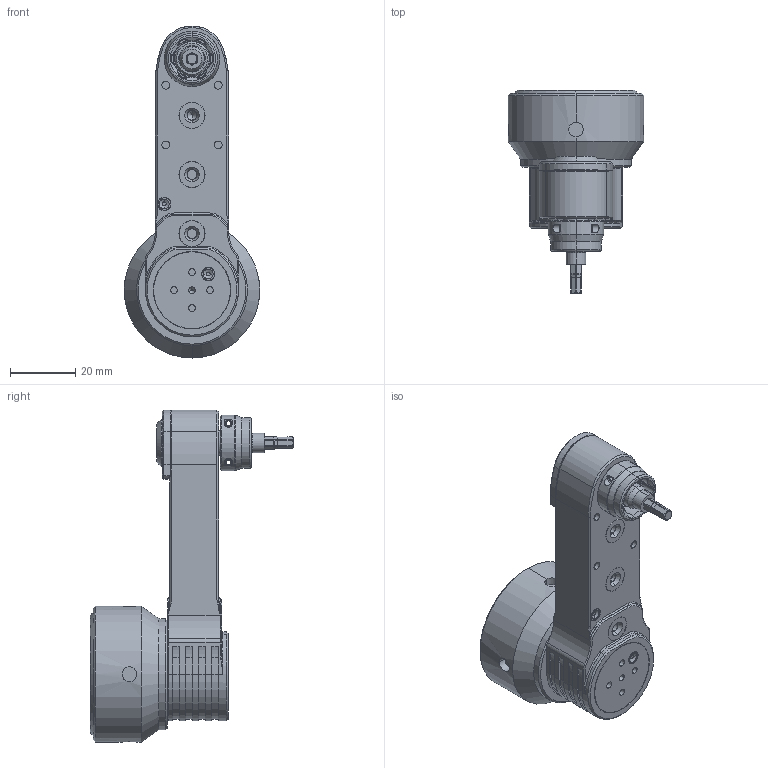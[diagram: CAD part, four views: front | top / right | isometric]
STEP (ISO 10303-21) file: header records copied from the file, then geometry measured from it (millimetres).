
FILE_DESCRIPTION((''),'2;1');
FILE_NAME('EXT_COMP_SW0003','2022-03-19T14:04:46',('INEdipo'),(''),'CREO PARAMETRIC BY PTC INC, 2020281','CREO PARAMETRIC BY PTC INC, 2020281','');
FILE_SCHEMA(('CONFIG_CONTROL_DESIGN'));
Length unit declared in the file: inch
Products named in the file (1): EXT_COMP_SW0003
Bounding box: 41.5 x 62.3 x 101.6 mm (x, y, z)
Volume: 61811.5 mm3; surface area: 17998 mm2
Topology: 3 solids, 3 shells, 921 faces, 2299 edges, 1420 vertices
Faces by surface type: plane 299, cylinder 298, cone 134, extrusion 92, torus 78, bspline 20
Entity records: 30649 total; most frequent: CARTESIAN_POINT 8897, ORIENTED_EDGE 4590, DIRECTION 4410, EDGE_CURVE 2295, AXIS2_PLACEMENT_3D 1636, VERTEX_POINT 1420, VECTOR 1138, LINE 1046
